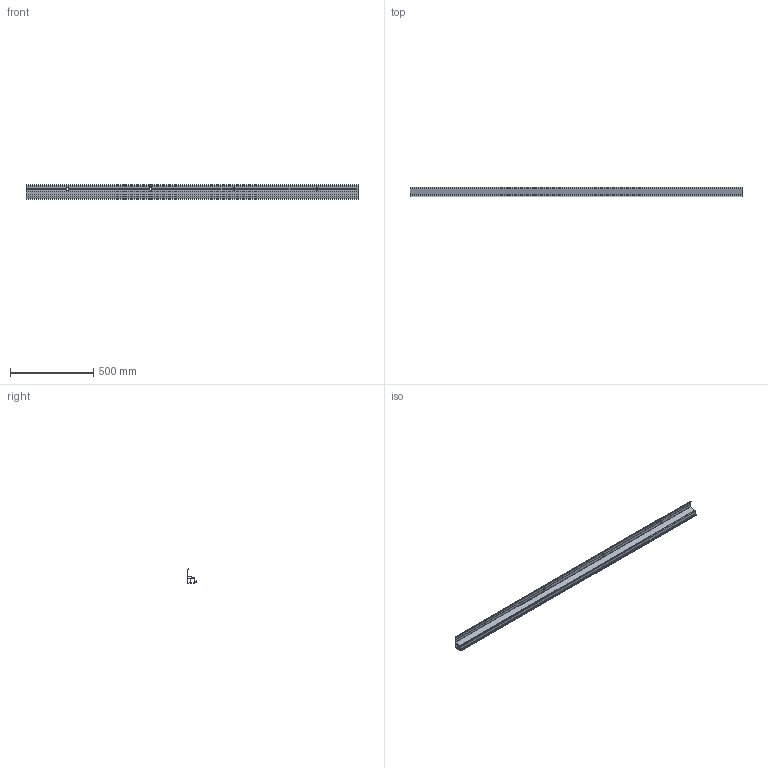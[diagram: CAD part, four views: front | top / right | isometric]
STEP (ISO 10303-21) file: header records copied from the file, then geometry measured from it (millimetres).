
FILE_DESCRIPTION(/* description */ (''),/* implementation_level */ '2;1');
FILE_NAME(/* name */ '11161_200.stp',/* time_stamp */ '2019-08-05T12:03:54+02:00',/* author */ ('didierr'),/* organization */ (''),/* preprocessor_version */ 'ST-DEVELOPER v17.2',/* originating_system */ 'Autodesk Inventor 2019',/* authorisation */ '');
FILE_SCHEMA (('AUTOMOTIVE_DESIGN { 1 0 10303 214 3 1 1 }'));
Length unit declared in the file: millimetre
Products named in the file (1): 11161_200
Bounding box: 1997 x 55.99 x 86.9 mm (x, y, z)
Volume: 1007466 mm3; surface area: 1139283.2 mm2
Topology: 1 solids, 1 shells, 90 faces, 276 edges, 184 vertices
Faces by surface type: plane 56, cylinder 34
Entity records: 3244 total; most frequent: ORIENTED_EDGE 552, CARTESIAN_POINT 551, DIRECTION 526, EDGE_CURVE 276, LINE 208, VECTOR 208, VERTEX_POINT 184, AXIS2_PLACEMENT_3D 159
